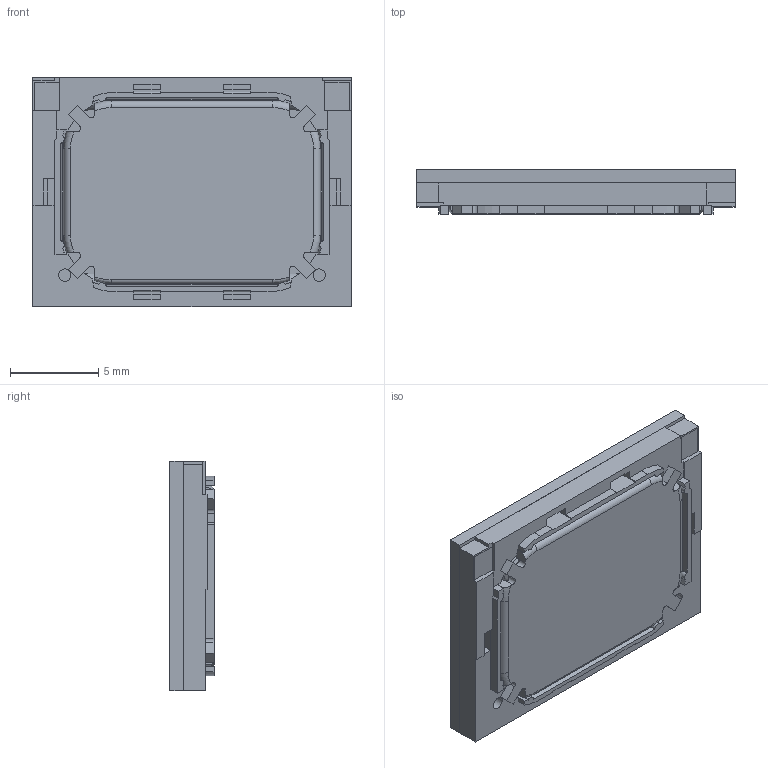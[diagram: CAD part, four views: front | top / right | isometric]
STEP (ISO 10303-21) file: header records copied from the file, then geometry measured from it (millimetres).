
FILE_DESCRIPTION(/* description */ (''),/* implementation_level */ '2;1');
FILE_NAME(/* name */ 'AS01808AO-WP-R--3DModel-STEP-1 v1.step',/* time_stamp */ '2022-11-22T20:16:32-08:00',/* author */ (''),/* organization */ (''),/* preprocessor_version */ 'ST-DEVELOPER v19.2',/* originating_system */ 'Autodesk Translation Framework v11.17.0.187',/* authorisation */ '');
FILE_SCHEMA (('AUTOMOTIVE_DESIGN { 1 0 10303 214 3 1 1 }'));
Length unit declared in the file: millimetre
Products named in the file (1): AS01808AO-WP-R--3DModel-STEP-1
Bounding box: 18 x 2.5 x 13 mm (x, y, z)
Volume: 370.5 mm3; surface area: 2098.3 mm2
Topology: 9 solids, 9 shells, 557 faces, 1566 edges, 1018 vertices
Faces by surface type: plane 343, cylinder 140, bspline 46, torus 18, cone 10
Full cylindrical faces by diameter (mm): 0.45 x4, 0.55 x4, 0.7 x2
Entity records: 22341 total; most frequent: CARTESIAN_POINT 7717, ORIENTED_EDGE 3132, DIRECTION 2792, EDGE_CURVE 1566, LINE 1106, VECTOR 1106, VERTEX_POINT 1018, AXIS2_PLACEMENT_3D 843
